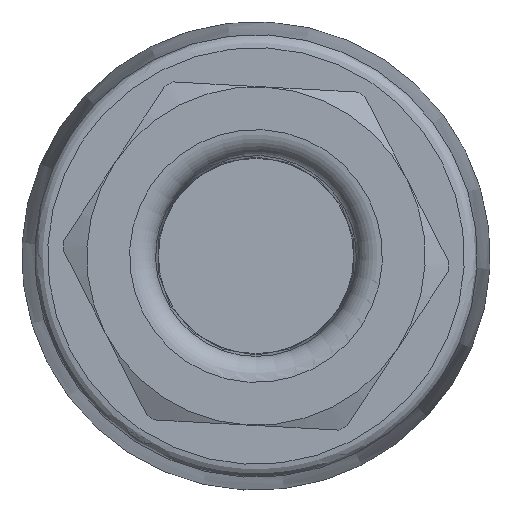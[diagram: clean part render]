
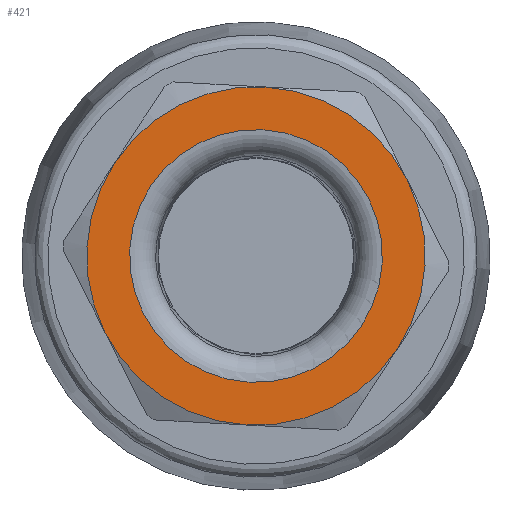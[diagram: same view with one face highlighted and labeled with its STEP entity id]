
A CAD part, front view. The second image highlights one B-rep face of the part: STEP entity #421.
In plain terms, the highlighted planar face has unit normal (0, -1, 0).
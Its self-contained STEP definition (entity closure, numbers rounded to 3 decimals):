
#421=ADVANCED_FACE('',(#586,#587),#541,.F.);
#541=PLANE('',#2285);
#586=FACE_BOUND('',#699,.T.);
#587=FACE_BOUND('',#700,.T.);
#699=EDGE_LOOP('',(#1160));
#700=EDGE_LOOP('',(#1161,#1162,#1163,#1164,#1165,#1166));
#837=CIRCLE('',#2278,4.854);
#838=CIRCLE('',#2279,6.5);
#839=CIRCLE('',#2280,6.5);
#840=CIRCLE('',#2281,6.5);
#841=CIRCLE('',#2282,6.5);
#842=CIRCLE('',#2283,6.5);
#843=CIRCLE('',#2284,6.5);
#1160=ORIENTED_EDGE('',*,*,#1793,.T.);
#1161=ORIENTED_EDGE('',*,*,#1794,.F.);
#1162=ORIENTED_EDGE('',*,*,#1795,.F.);
#1163=ORIENTED_EDGE('',*,*,#1796,.F.);
#1164=ORIENTED_EDGE('',*,*,#1797,.F.);
#1165=ORIENTED_EDGE('',*,*,#1798,.F.);
#1166=ORIENTED_EDGE('',*,*,#1799,.F.);
#1570=VERTEX_POINT('',#3355);
#1571=VERTEX_POINT('',#3357);
#1572=VERTEX_POINT('',#3358);
#1573=VERTEX_POINT('',#3360);
#1574=VERTEX_POINT('',#3362);
#1575=VERTEX_POINT('',#3364);
#1576=VERTEX_POINT('',#3366);
#1793=EDGE_CURVE('',#1570,#1570,#837,.T.);
#1794=EDGE_CURVE('',#1571,#1572,#838,.T.);
#1795=EDGE_CURVE('',#1573,#1571,#839,.T.);
#1796=EDGE_CURVE('',#1574,#1573,#840,.T.);
#1797=EDGE_CURVE('',#1575,#1574,#841,.T.);
#1798=EDGE_CURVE('',#1576,#1575,#842,.T.);
#1799=EDGE_CURVE('',#1572,#1576,#843,.T.);
#2278=AXIS2_PLACEMENT_3D('',#3354,#2675,#2676);
#2279=AXIS2_PLACEMENT_3D('',#3356,#2677,#2678);
#2280=AXIS2_PLACEMENT_3D('',#3359,#2679,#2680);
#2281=AXIS2_PLACEMENT_3D('',#3361,#2681,#2682);
#2282=AXIS2_PLACEMENT_3D('',#3363,#2683,#2684);
#2283=AXIS2_PLACEMENT_3D('',#3365,#2685,#2686);
#2284=AXIS2_PLACEMENT_3D('',#3367,#2687,#2688);
#2285=AXIS2_PLACEMENT_3D('',#3368,#2689,#2690);
#2675=DIRECTION('',(0.,1.,0.));
#2676=DIRECTION('',(0.547,0.,0.837));
#2677=DIRECTION('',(0.,1.,0.));
#2678=DIRECTION('',(-0.837,0.,0.547));
#2679=DIRECTION('',(0.,1.,0.));
#2680=DIRECTION('',(-0.837,0.,0.547));
#2681=DIRECTION('',(0.,1.,0.));
#2682=DIRECTION('',(-0.837,0.,0.547));
#2683=DIRECTION('',(0.,1.,0.));
#2684=DIRECTION('',(-0.837,0.,0.547));
#2685=DIRECTION('',(0.,1.,0.));
#2686=DIRECTION('',(-0.837,0.,0.547));
#2687=DIRECTION('',(0.,1.,0.));
#2688=DIRECTION('',(-0.837,0.,0.547));
#2689=DIRECTION('',(0.,1.,0.));
#2690=DIRECTION('',(0.547,0.,0.837));
#3354=CARTESIAN_POINT('',(21.985,-73.565,0.));
#3355=CARTESIAN_POINT('',(24.639,-73.565,4.064));
#3356=CARTESIAN_POINT('',(21.985,-73.565,0.));
#3357=CARTESIAN_POINT('',(22.342,-73.565,6.49));
#3358=CARTESIAN_POINT('',(27.784,-73.565,2.935));
#3359=CARTESIAN_POINT('',(21.985,-73.565,0.));
#3360=CARTESIAN_POINT('',(16.543,-73.565,3.555));
#3361=CARTESIAN_POINT('',(21.985,-73.565,0.));
#3362=CARTESIAN_POINT('',(16.185,-73.565,-2.935));
#3363=CARTESIAN_POINT('',(21.985,-73.565,0.));
#3364=CARTESIAN_POINT('',(21.627,-73.565,-6.49));
#3365=CARTESIAN_POINT('',(21.985,-73.565,0.));
#3366=CARTESIAN_POINT('',(27.426,-73.565,-3.555));
#3367=CARTESIAN_POINT('',(21.985,-73.565,0.));
#3368=CARTESIAN_POINT('',(10.386,-73.565,-5.87));
